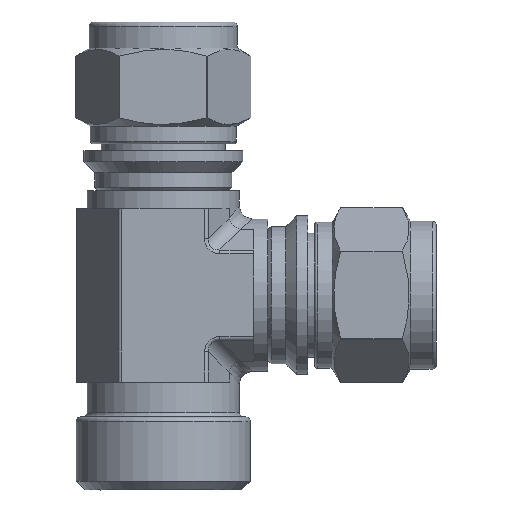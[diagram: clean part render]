
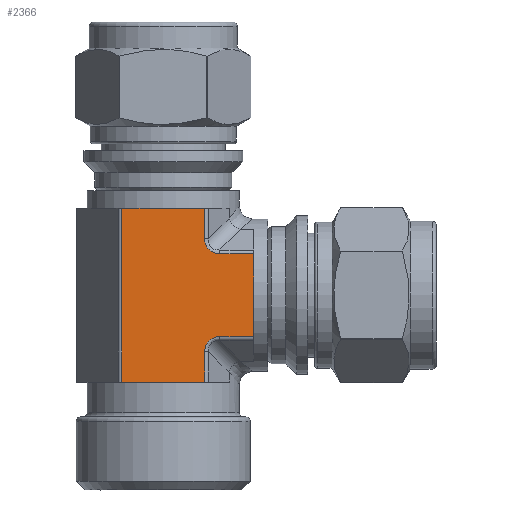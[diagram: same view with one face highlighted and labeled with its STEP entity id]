
A CAD part, left-side view. The second image highlights one B-rep face of the part: STEP entity #2366.
In plain terms, the highlighted planar face has unit normal (-1, 0, 0).
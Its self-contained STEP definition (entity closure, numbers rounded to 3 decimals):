
#23=ELLIPSE('',#2570,2.582,2.);
#30=ELLIPSE('',#2607,2.582,2.);
#422=FACE_OUTER_BOUND('',#591,.T.);
#591=EDGE_LOOP('',(#2102,#2103,#2104,#2105,#2106,#2107,#2108,#2109,#2110,
#2111,#2112,#2113,#2114));
#658=LINE('',#3863,#813);
#664=LINE('',#3876,#819);
#686=LINE('',#3973,#841);
#689=LINE('',#3980,#844);
#697=LINE('',#4068,#852);
#705=LINE('',#4161,#860);
#708=LINE('',#4168,#863);
#716=LINE('',#4220,#871);
#741=LINE('',#4325,#896);
#744=LINE('',#4335,#899);
#747=LINE('',#4351,#902);
#813=VECTOR('',#3078,10.);
#819=VECTOR('',#3088,10.);
#841=VECTOR('',#3152,10.);
#844=VECTOR('',#3159,10.);
#852=VECTOR('',#3197,10.);
#860=VECTOR('',#3245,10.);
#863=VECTOR('',#3252,10.);
#871=VECTOR('',#3282,10.);
#896=VECTOR('',#3405,10.);
#899=VECTOR('',#3418,10.);
#902=VECTOR('',#3443,10.);
#1035=VERTEX_POINT('',#3856);
#1038=VERTEX_POINT('',#3861);
#1043=VERTEX_POINT('',#3875);
#1067=VERTEX_POINT('',#3961);
#1068=VERTEX_POINT('',#3962);
#1072=VERTEX_POINT('',#3971);
#1073=VERTEX_POINT('',#3976);
#1084=VERTEX_POINT('',#4066);
#1094=VERTEX_POINT('',#4149);
#1095=VERTEX_POINT('',#4150);
#1099=VERTEX_POINT('',#4159);
#1100=VERTEX_POINT('',#4164);
#1135=VERTEX_POINT('',#4324);
#1308=EDGE_CURVE('',#1038,#1035,#658,.T.);
#1314=EDGE_CURVE('',#1035,#1043,#664,.T.);
#1345=EDGE_CURVE('',#1067,#1068,#23,.T.);
#1350=EDGE_CURVE('',#1072,#1067,#686,.T.);
#1354=EDGE_CURVE('',#1068,#1073,#689,.T.);
#1372=EDGE_CURVE('',#1084,#1072,#697,.T.);
#1389=EDGE_CURVE('',#1094,#1095,#30,.T.);
#1394=EDGE_CURVE('',#1099,#1094,#705,.T.);
#1398=EDGE_CURVE('',#1095,#1100,#708,.T.);
#1410=EDGE_CURVE('',#1100,#1084,#716,.T.);
#1459=EDGE_CURVE('',#1073,#1135,#741,.T.);
#1465=EDGE_CURVE('',#1135,#1038,#744,.T.);
#1472=EDGE_CURVE('',#1043,#1099,#747,.T.);
#2102=ORIENTED_EDGE('',*,*,#1308,.F.);
#2103=ORIENTED_EDGE('',*,*,#1465,.F.);
#2104=ORIENTED_EDGE('',*,*,#1459,.F.);
#2105=ORIENTED_EDGE('',*,*,#1354,.F.);
#2106=ORIENTED_EDGE('',*,*,#1345,.F.);
#2107=ORIENTED_EDGE('',*,*,#1350,.F.);
#2108=ORIENTED_EDGE('',*,*,#1372,.F.);
#2109=ORIENTED_EDGE('',*,*,#1410,.F.);
#2110=ORIENTED_EDGE('',*,*,#1398,.F.);
#2111=ORIENTED_EDGE('',*,*,#1389,.F.);
#2112=ORIENTED_EDGE('',*,*,#1394,.F.);
#2113=ORIENTED_EDGE('',*,*,#1472,.F.);
#2114=ORIENTED_EDGE('',*,*,#1314,.F.);
#2217=PLANE('',#2690);
#2366=ADVANCED_FACE('',(#422),#2217,.T.);
#2570=AXIS2_PLACEMENT_3D('',#3963,#3140,#3141);
#2607=AXIS2_PLACEMENT_3D('',#4151,#3233,#3234);
#2690=AXIS2_PLACEMENT_3D('',#4350,#3441,#3442);
#3078=DIRECTION('',(0.,0.,1.));
#3088=DIRECTION('',(0.,-1.,0.));
#3140=DIRECTION('center_axis',(-1.,0.,0.));
#3141=DIRECTION('ref_axis',(0.,0.707,0.707));
#3152=DIRECTION('',(0.,1.,0.));
#3159=DIRECTION('',(0.,0.,-1.));
#3197=DIRECTION('',(0.,0.,-1.));
#3233=DIRECTION('center_axis',(-1.,0.,0.));
#3234=DIRECTION('ref_axis',(0.,0.707,-0.707));
#3245=DIRECTION('',(0.,0.,-1.));
#3252=DIRECTION('',(0.,-1.,0.));
#3282=DIRECTION('',(0.,0.,-1.));
#3405=DIRECTION('',(0.,1.,0.));
#3418=DIRECTION('',(0.,1.,0.));
#3441=DIRECTION('center_axis',(-1.,0.,0.));
#3442=DIRECTION('ref_axis',(0.,-1.,0.));
#3443=DIRECTION('',(0.,-1.,0.));
#3856=CARTESIAN_POINT('',(-8.75,4.763,10.));
#3861=CARTESIAN_POINT('',(-8.75,4.763,-10.));
#3863=CARTESIAN_POINT('',(-8.75,4.763,0.));
#3875=CARTESIAN_POINT('',(-8.75,0.,10.));
#3876=CARTESIAN_POINT('',(-8.75,5.052,10.));
#3961=CARTESIAN_POINT('',(-8.75,-6.495,-4.763));
#3962=CARTESIAN_POINT('',(-8.75,-4.763,-6.495));
#3963=CARTESIAN_POINT('Origin',(-8.75,-7.073,-7.073));
#3971=CARTESIAN_POINT('',(-8.75,-10.4,-4.763));
#3973=CARTESIAN_POINT('',(-8.75,0.,-4.763));
#3976=CARTESIAN_POINT('',(-8.75,-4.763,-10.));
#3980=CARTESIAN_POINT('',(-8.75,-4.763,0.));
#4066=CARTESIAN_POINT('',(-8.75,-10.4,0.));
#4068=CARTESIAN_POINT('',(-8.75,-10.4,-5.052));
#4149=CARTESIAN_POINT('',(-8.75,-4.763,6.495));
#4150=CARTESIAN_POINT('',(-8.75,-6.495,4.763));
#4151=CARTESIAN_POINT('Origin',(-8.75,-7.073,7.073));
#4159=CARTESIAN_POINT('',(-8.75,-4.763,10.));
#4161=CARTESIAN_POINT('',(-8.75,-4.763,0.));
#4164=CARTESIAN_POINT('',(-8.75,-10.4,4.763));
#4168=CARTESIAN_POINT('',(-8.75,0.,4.763));
#4220=CARTESIAN_POINT('',(-8.75,-10.4,-5.052));
#4324=CARTESIAN_POINT('',(-8.75,0.,-10.));
#4325=CARTESIAN_POINT('',(-8.75,5.052,-10.));
#4335=CARTESIAN_POINT('',(-8.75,5.052,-10.));
#4350=CARTESIAN_POINT('Origin',(-8.75,0.,0.));
#4351=CARTESIAN_POINT('',(-8.75,5.052,10.));
